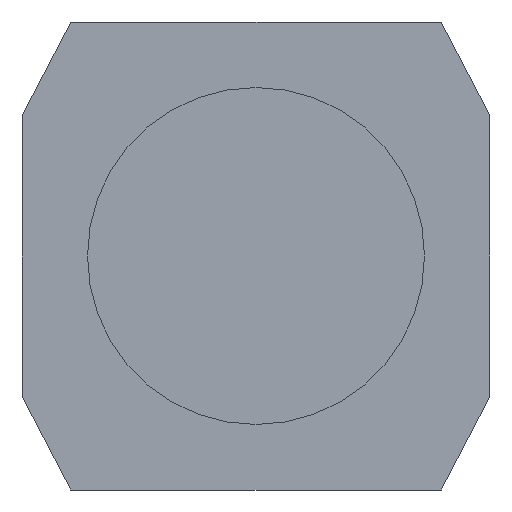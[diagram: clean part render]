
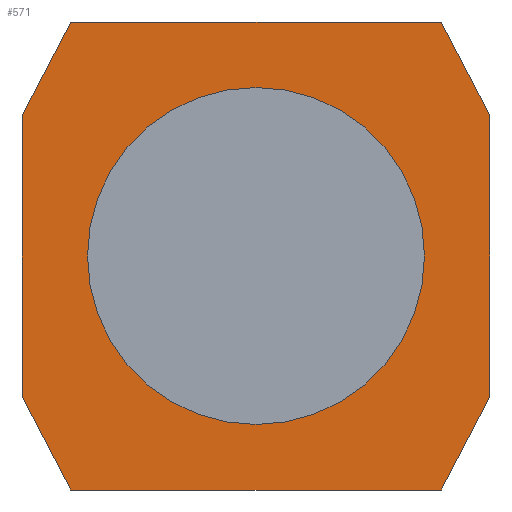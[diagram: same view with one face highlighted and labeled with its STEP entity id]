
A CAD part, front view. The second image highlights one B-rep face of the part: STEP entity #571.
In plain terms, the highlighted planar face has unit normal (0, -1, 0).
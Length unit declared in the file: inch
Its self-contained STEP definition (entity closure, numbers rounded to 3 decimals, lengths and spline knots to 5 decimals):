
#1 = ORIENTED_EDGE ( 'NONE', *, *, #900, .T. ) ;
#38 = VERTEX_POINT ( 'NONE', #164 ) ;
#50 = ORIENTED_EDGE ( 'NONE', *, *, #157, .F. ) ;
#57 = CARTESIAN_POINT ( 'NONE',  ( 0.05, 0.016, 0.05 ) ) ;
#61 = ORIENTED_EDGE ( 'NONE', *, *, #449, .T. ) ;
#74 = VECTOR ( 'NONE', #170, 39.37008 ) ;
#84 = LINE ( 'NONE', #670, #147 ) ;
#95 = VERTEX_POINT ( 'NONE', #465 ) ;
#105 = AXIS2_PLACEMENT_3D ( 'NONE', #748, #228, #680 ) ;
#107 = EDGE_LOOP ( 'NONE', ( #155, #61, #574, #646, #50, #1, #718, #433 ) ) ;
#110 = VECTOR ( 'NONE', #476, 39.37008 ) ;
#120 = EDGE_CURVE ( 'NONE', #442, #710, #460, .T. ) ;
#138 = VECTOR ( 'NONE', #629, 39.37008 ) ;
#147 = VECTOR ( 'NONE', #303, 39.37008 ) ;
#155 = ORIENTED_EDGE ( 'NONE', *, *, #290, .F. ) ;
#157 = EDGE_CURVE ( 'NONE', #362, #38, #205, .T. ) ;
#163 = VERTEX_POINT ( 'NONE', #400 ) ;
#164 = CARTESIAN_POINT ( 'NONE',  ( -0.03959, 0.016, -0.05 ) ) ;
#167 = CARTESIAN_POINT ( 'NONE',  ( -0.03959, 0.016, 0.05 ) ) ;
#170 = DIRECTION ( 'NONE',  ( 0., 0., 1. ) ) ;
#205 = LINE ( 'NONE', #252, #705 ) ;
#228 = DIRECTION ( 'NONE',  ( 0., 1., 0. ) ) ;
#236 = CARTESIAN_POINT ( 'NONE',  ( 0.03959, 0.016, 0.05 ) ) ;
#243 = CIRCLE ( 'NONE', #833, 0.021 ) ;
#252 = CARTESIAN_POINT ( 'NONE',  ( 0.05, 0.016, -0.05 ) ) ;
#290 = EDGE_CURVE ( 'NONE', #95, #434, #747, .T. ) ;
#299 = DIRECTION ( 'NONE',  ( 0., 1., 0. ) ) ;
#303 = DIRECTION ( 'NONE',  ( -0.462, 0., 0.887 ) ) ;
#321 = CARTESIAN_POINT ( 'NONE',  ( 0., 0.016, -0.021 ) ) ;
#337 = VERTEX_POINT ( 'NONE', #884 ) ;
#339 = LINE ( 'NONE', #167, #745 ) ;
#358 = EDGE_CURVE ( 'NONE', #337, #434, #84, .T. ) ;
#362 = VERTEX_POINT ( 'NONE', #587 ) ;
#363 = VECTOR ( 'NONE', #598, 39.37008 ) ;
#378 = CARTESIAN_POINT ( 'NONE',  ( 0., 0.016, 0. ) ) ;
#400 = CARTESIAN_POINT ( 'NONE',  ( 0., 0.016, 0.021 ) ) ;
#433 = ORIENTED_EDGE ( 'NONE', *, *, #358, .T. ) ;
#434 = VERTEX_POINT ( 'NONE', #236 ) ;
#442 = VERTEX_POINT ( 'NONE', #892 ) ;
#449 = EDGE_CURVE ( 'NONE', #95, #710, #339, .T. ) ;
#460 = LINE ( 'NONE', #538, #74 ) ;
#465 = CARTESIAN_POINT ( 'NONE',  ( -0.03959, 0.016, 0.05 ) ) ;
#473 = LINE ( 'NONE', #57, #138 ) ;
#476 = DIRECTION ( 'NONE',  ( 0.462, 0., 0.887 ) ) ;
#486 = EDGE_CURVE ( 'NONE', #163, #943, #795, .T. ) ;
#496 = EDGE_LOOP ( 'NONE', ( #721, #723 ) ) ;
#504 = EDGE_CURVE ( 'NONE', #442, #38, #563, .T. ) ;
#517 = LINE ( 'NONE', #835, #110 ) ;
#527 = CARTESIAN_POINT ( 'NONE',  ( -0.03959, 0.016, -0.05 ) ) ;
#537 = VECTOR ( 'NONE', #737, 39.37008 ) ;
#538 = CARTESIAN_POINT ( 'NONE',  ( -0.05, 0.016, 0.05 ) ) ;
#563 = LINE ( 'NONE', #527, #363 ) ;
#565 = CARTESIAN_POINT ( 'NONE',  ( 0.05, 0.016, -0.03 ) ) ;
#569 = DIRECTION ( 'NONE',  ( 0., 1., 0. ) ) ;
#571 = ADVANCED_FACE ( 'NONE', ( #576, #726 ), #753, .F. ) ;
#574 = ORIENTED_EDGE ( 'NONE', *, *, #120, .F. ) ;
#576 = FACE_BOUND ( 'NONE', #496, .T. ) ;
#587 = CARTESIAN_POINT ( 'NONE',  ( 0.03959, 0.016, -0.05 ) ) ;
#591 = EDGE_CURVE ( 'NONE', #337, #926, #473, .T. ) ;
#598 = DIRECTION ( 'NONE',  ( 0.462, 0., -0.887 ) ) ;
#629 = DIRECTION ( 'NONE',  ( 0., 0., -1. ) ) ;
#639 = DIRECTION ( 'NONE',  ( 0., 0., 1. ) ) ;
#646 = ORIENTED_EDGE ( 'NONE', *, *, #504, .T. ) ;
#670 = CARTESIAN_POINT ( 'NONE',  ( 0.03959, 0.016, 0.05 ) ) ;
#672 = DIRECTION ( 'NONE',  ( -0.462, 0., -0.887 ) ) ;
#680 = DIRECTION ( 'NONE',  ( 0., 0., 1. ) ) ;
#693 = AXIS2_PLACEMENT_3D ( 'NONE', #378, #299, #815 ) ;
#705 = VECTOR ( 'NONE', #909, 39.37008 ) ;
#710 = VERTEX_POINT ( 'NONE', #746 ) ;
#718 = ORIENTED_EDGE ( 'NONE', *, *, #591, .F. ) ;
#721 = ORIENTED_EDGE ( 'NONE', *, *, #486, .T. ) ;
#723 = ORIENTED_EDGE ( 'NONE', *, *, #947, .T. ) ;
#726 = FACE_OUTER_BOUND ( 'NONE', #107, .T. ) ;
#737 = DIRECTION ( 'NONE',  ( 1., 0., 0. ) ) ;
#745 = VECTOR ( 'NONE', #672, 39.37008 ) ;
#746 = CARTESIAN_POINT ( 'NONE',  ( -0.05, 0.016, 0.03 ) ) ;
#747 = LINE ( 'NONE', #803, #537 ) ;
#748 = CARTESIAN_POINT ( 'NONE',  ( 0., 0.016, 0. ) ) ;
#753 = PLANE ( 'NONE',  #693 ) ;
#779 = CARTESIAN_POINT ( 'NONE',  ( 0., 0.016, 0. ) ) ;
#795 = CIRCLE ( 'NONE', #105, 0.021 ) ;
#803 = CARTESIAN_POINT ( 'NONE',  ( 0.05, 0.016, 0.05 ) ) ;
#815 = DIRECTION ( 'NONE',  ( 0., 0., 1. ) ) ;
#833 = AXIS2_PLACEMENT_3D ( 'NONE', #779, #569, #639 ) ;
#835 = CARTESIAN_POINT ( 'NONE',  ( 0.03959, 0.016, -0.05 ) ) ;
#884 = CARTESIAN_POINT ( 'NONE',  ( 0.05, 0.016, 0.03 ) ) ;
#892 = CARTESIAN_POINT ( 'NONE',  ( -0.05, 0.016, -0.03 ) ) ;
#900 = EDGE_CURVE ( 'NONE', #362, #926, #517, .T. ) ;
#909 = DIRECTION ( 'NONE',  ( -1., 0., 0. ) ) ;
#926 = VERTEX_POINT ( 'NONE', #565 ) ;
#943 = VERTEX_POINT ( 'NONE', #321 ) ;
#947 = EDGE_CURVE ( 'NONE', #943, #163, #243, .T. ) ;
